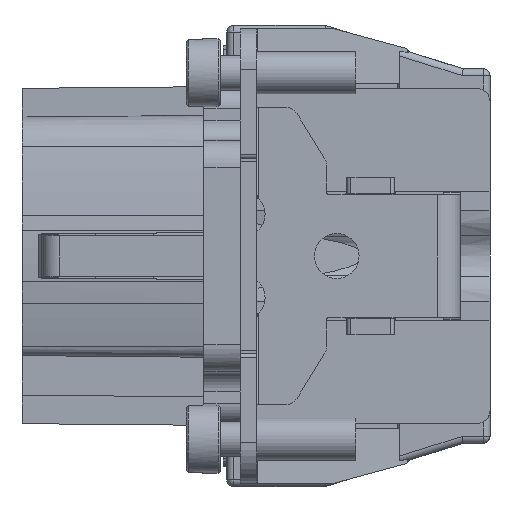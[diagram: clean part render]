
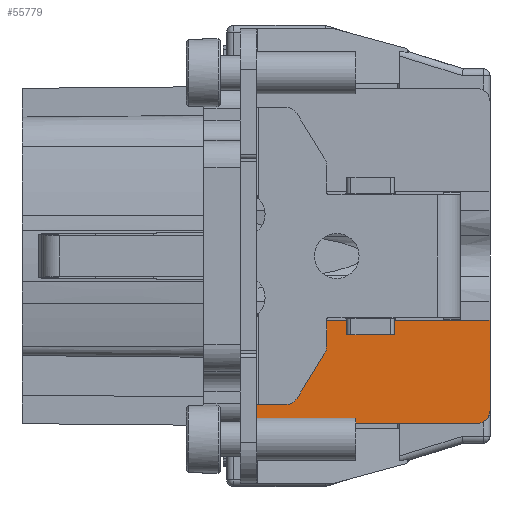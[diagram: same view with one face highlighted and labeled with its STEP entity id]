
A CAD part, left-side view. The second image highlights one B-rep face of the part: STEP entity #55779.
In plain terms, the highlighted planar face has unit normal (-1, -0.005, 0).
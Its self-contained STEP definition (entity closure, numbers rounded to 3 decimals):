
#2534=DIRECTION('',(0.,0.,1.));
#2535=VECTOR('',#2534,6.625);
#2536=CARTESIAN_POINT('',(-21.304,-17.25,-11.35));
#2537=LINE('',#2536,#2535);
#9303=DIRECTION('',(0.,0.,1.));
#9304=VECTOR('',#9303,7.625);
#9305=CARTESIAN_POINT('',(-21.395,0.155,-12.35));
#9306=LINE('',#9305,#9304);
#9307=DIRECTION('',(0.005,-1.,0.));
#9308=VECTOR('',#9307,17.405);
#9309=CARTESIAN_POINT('',(-21.395,0.155,-4.725));
#9310=LINE('',#9309,#9308);
#9311=CARTESIAN_POINT('',(-21.309,-16.25,-12.35));
#9312=CARTESIAN_POINT('',(-21.308,-16.417,-12.35));
#9313=CARTESIAN_POINT('',(-21.307,-16.678,
-12.278));
#9314=CARTESIAN_POINT('',(-21.305,-16.972,
-12.072));
#9315=CARTESIAN_POINT('',(-21.304,-17.178,
-11.778));
#9316=CARTESIAN_POINT('',(-21.304,-17.25,-11.517));
#9317=CARTESIAN_POINT('',(-21.304,-17.25,-11.35));
#9345=DIRECTION('',(0.005,-1.,0.));
#9346=VECTOR('',#9345,16.405);
#9347=CARTESIAN_POINT('',(-21.395,0.155,-12.35));
#9348=LINE('',#9347,#9346);
#40549=VERTEX_POINT('',#9311);
#40550=VERTEX_POINT('',#9317);
#40553=CARTESIAN_POINT('',(-21.304,-17.25,-4.725));
#40554=VERTEX_POINT('',#40553);
#40575=CARTESIAN_POINT('',(-21.395,0.155,-12.35));
#40576=CARTESIAN_POINT('',(-21.395,0.155,-4.725));
#40577=VERTEX_POINT('',#40575);
#40578=VERTEX_POINT('',#40576);
#55763=CARTESIAN_POINT('',(-21.4,1.15,-25.659));
#55764=DIRECTION('',(1.,0.005,0.));
#55765=DIRECTION('',(0.,0.,1.));
#55766=AXIS2_PLACEMENT_3D('',#55763,#55764,#55765);
#55767=PLANE('',#55766);
#55769=ORIENTED_EDGE('',*,*,#55768,.T.);
#55771=ORIENTED_EDGE('',*,*,#55770,.T.);
#55772=ORIENTED_EDGE('',*,*,#49831,.F.);
#55774=ORIENTED_EDGE('',*,*,#55773,.F.);
#55776=ORIENTED_EDGE('',*,*,#55775,.F.);
#55777=EDGE_LOOP('',(#55769,#55771,#55772,#55774,#55776));
#55778=FACE_OUTER_BOUND('',#55777,.F.);
#55779=ADVANCED_FACE('',(#55778),#55767,.F.);
#9318=B_SPLINE_CURVE_WITH_KNOTS('',3,(#9311,#9312,#9313,#9314,#9315,#9316,
#9317),.UNSPECIFIED.,.F.,.F.,(4,1,1,1,4),(0.,0.25,0.5,0.75,1.),
.UNSPECIFIED.);
#49831=EDGE_CURVE('',#40550,#40554,#2537,.T.);
#55768=EDGE_CURVE('',#40577,#40578,#9306,.T.);
#55770=EDGE_CURVE('',#40578,#40554,#9310,.T.);
#55773=EDGE_CURVE('',#40549,#40550,#9318,.T.);
#55775=EDGE_CURVE('',#40577,#40549,#9348,.T.);
